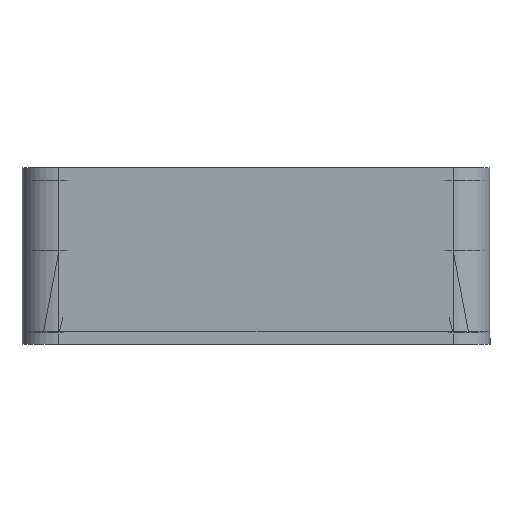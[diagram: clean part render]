
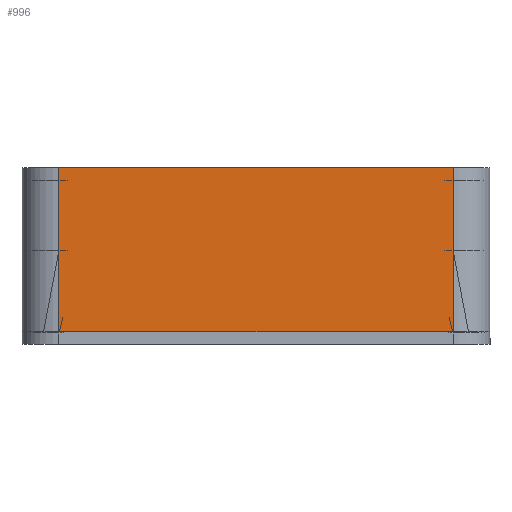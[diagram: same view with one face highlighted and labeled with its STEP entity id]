
A CAD part, left-side view. The second image highlights one B-rep face of the part: STEP entity #996.
In plain terms, the highlighted planar face has unit normal (-1, 0, 0).
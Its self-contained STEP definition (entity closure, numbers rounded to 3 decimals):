
#265 = VERTEX_POINT('',#266);
#266 = CARTESIAN_POINT('',(-120.02,48.,2.1));
#314 = VERTEX_POINT('',#315);
#315 = CARTESIAN_POINT('',(-120.02,-48.,2.1));
#321 = EDGE_CURVE('',#314,#265,#322,.T.);
#322 = LINE('',#323,#324);
#323 = CARTESIAN_POINT('',(-120.02,-48.,2.1));
#324 = VECTOR('',#325,1.);
#325 = DIRECTION('',(0.,1.,0.));
#952 = VERTEX_POINT('',#953);
#953 = CARTESIAN_POINT('',(-120.02,48.,42.1));
#960 = EDGE_CURVE('',#265,#952,#961,.T.);
#961 = LINE('',#962,#963);
#962 = CARTESIAN_POINT('',(-120.02,48.,2.1));
#963 = VECTOR('',#964,1.);
#964 = DIRECTION('',(0.,0.,1.));
#996 = ADVANCED_FACE('',(#997),#1015,.T.);
#997 = FACE_BOUND('',#998,.T.);
#998 = EDGE_LOOP('',(#999,#1007,#1013,#1014));
#999 = ORIENTED_EDGE('',*,*,#1000,.T.);
#1000 = EDGE_CURVE('',#314,#1001,#1003,.T.);
#1001 = VERTEX_POINT('',#1002);
#1002 = CARTESIAN_POINT('',(-120.02,-48.,42.1));
#1003 = LINE('',#1004,#1005);
#1004 = CARTESIAN_POINT('',(-120.02,-48.,2.1));
#1005 = VECTOR('',#1006,1.);
#1006 = DIRECTION('',(0.,0.,1.));
#1007 = ORIENTED_EDGE('',*,*,#1008,.T.);
#1008 = EDGE_CURVE('',#1001,#952,#1009,.T.);
#1009 = LINE('',#1010,#1011);
#1010 = CARTESIAN_POINT('',(-120.02,-48.,42.1));
#1011 = VECTOR('',#1012,1.);
#1012 = DIRECTION('',(0.,1.,0.));
#1013 = ORIENTED_EDGE('',*,*,#960,.F.);
#1014 = ORIENTED_EDGE('',*,*,#321,.F.);
#1015 = PLANE('',#1016);
#1016 = AXIS2_PLACEMENT_3D('',#1017,#1018,#1019);
#1017 = CARTESIAN_POINT('',(-120.02,-48.,2.1));
#1018 = DIRECTION('',(-1.,0.,0.));
#1019 = DIRECTION('',(0.,1.,0.));
